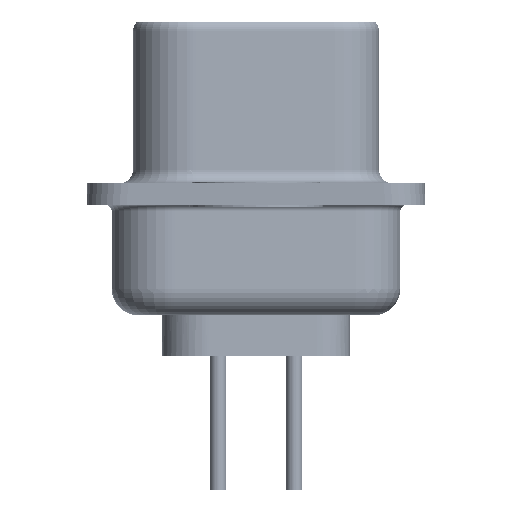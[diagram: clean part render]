
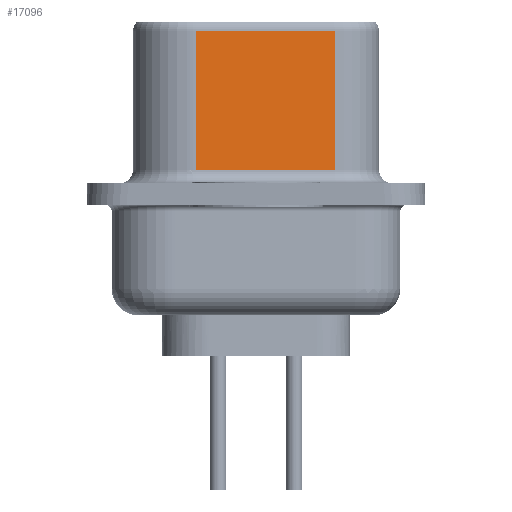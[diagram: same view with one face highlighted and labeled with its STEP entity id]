
A CAD part, left-side view. The second image highlights one B-rep face of the part: STEP entity #17096.
In plain terms, the highlighted planar face has unit normal (-0.985, -0.174, 0).
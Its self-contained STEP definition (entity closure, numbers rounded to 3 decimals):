
#208 = CARTESIAN_POINT ( 'NONE',  ( 3.67, 2.233, 6.55 ) ) ;
#608 = DIRECTION ( 'NONE',  ( 0., 0., -1. ) ) ;
#2253 = VERTEX_POINT ( 'NONE', #5372 ) ;
#2254 = DIRECTION ( 'NONE',  ( -0.174, 0.985, 0. ) ) ;
#2279 = ORIENTED_EDGE ( 'NONE', *, *, #9798, .T. ) ;
#2306 = ORIENTED_EDGE ( 'NONE', *, *, #4864, .T. ) ;
#2352 = VECTOR ( 'NONE', #12796, 1000. ) ;
#2374 = DIRECTION ( 'NONE',  ( 0., 0., -1. ) ) ;
#2510 = CARTESIAN_POINT ( 'NONE',  ( 4.58, -2.927, 6.55 ) ) ;
#3381 = VERTEX_POINT ( 'NONE', #23555 ) ;
#4308 = LINE ( 'NONE', #16429, #2352 ) ;
#4864 = EDGE_CURVE ( 'NONE', #3381, #23687, #8910, .T. ) ;
#4942 = VECTOR ( 'NONE', #2374, 1000. ) ;
#5372 = CARTESIAN_POINT ( 'NONE',  ( 3.67, 2.233, 0.9 ) ) ;
#8389 = CARTESIAN_POINT ( 'NONE',  ( 4.58, -2.927, 6.55 ) ) ;
#8892 = LINE ( 'NONE', #2510, #4942 ) ;
#8910 = LINE ( 'NONE', #20449, #9512 ) ;
#9512 = VECTOR ( 'NONE', #11530, 1000. ) ;
#9798 = EDGE_CURVE ( 'NONE', #2253, #19664, #4308, .T. ) ;
#11530 = DIRECTION ( 'NONE',  ( -0.174, 0.985, 0. ) ) ;
#12153 = CARTESIAN_POINT ( 'NONE',  ( 3.67, 2.233, 6.05 ) ) ;
#12684 = ORIENTED_EDGE ( 'NONE', *, *, #21261, .F. ) ;
#12689 = PLANE ( 'NONE',  #17790 ) ;
#12731 = CARTESIAN_POINT ( 'NONE',  ( 4.58, -2.927, 0.9 ) ) ;
#12796 = DIRECTION ( 'NONE',  ( 0.174, -0.985, 0. ) ) ;
#13008 = LINE ( 'NONE', #208, #18433 ) ;
#16429 = CARTESIAN_POINT ( 'NONE',  ( 4.58, -2.927, 0.9 ) ) ;
#17096 = ADVANCED_FACE ( 'NONE', ( #21313 ), #12689, .F. ) ;
#17790 = AXIS2_PLACEMENT_3D ( 'NONE', #8389, #19242, #2254 ) ;
#18433 = VECTOR ( 'NONE', #608, 1000. ) ;
#18509 = ORIENTED_EDGE ( 'NONE', *, *, #25604, .T. ) ;
#19242 = DIRECTION ( 'NONE',  ( 0.985, 0.174, 0. ) ) ;
#19664 = VERTEX_POINT ( 'NONE', #12731 ) ;
#20449 = CARTESIAN_POINT ( 'NONE',  ( 4.58, -2.927, 6.05 ) ) ;
#21261 = EDGE_CURVE ( 'NONE', #3381, #19664, #8892, .T. ) ;
#21313 = FACE_OUTER_BOUND ( 'NONE', #25774, .T. ) ;
#23555 = CARTESIAN_POINT ( 'NONE',  ( 4.58, -2.927, 6.05 ) ) ;
#23687 = VERTEX_POINT ( 'NONE', #12153 ) ;
#25604 = EDGE_CURVE ( 'NONE', #23687, #2253, #13008, .T. ) ;
#25774 = EDGE_LOOP ( 'NONE', ( #12684, #2306, #18509, #2279 ) ) ;
